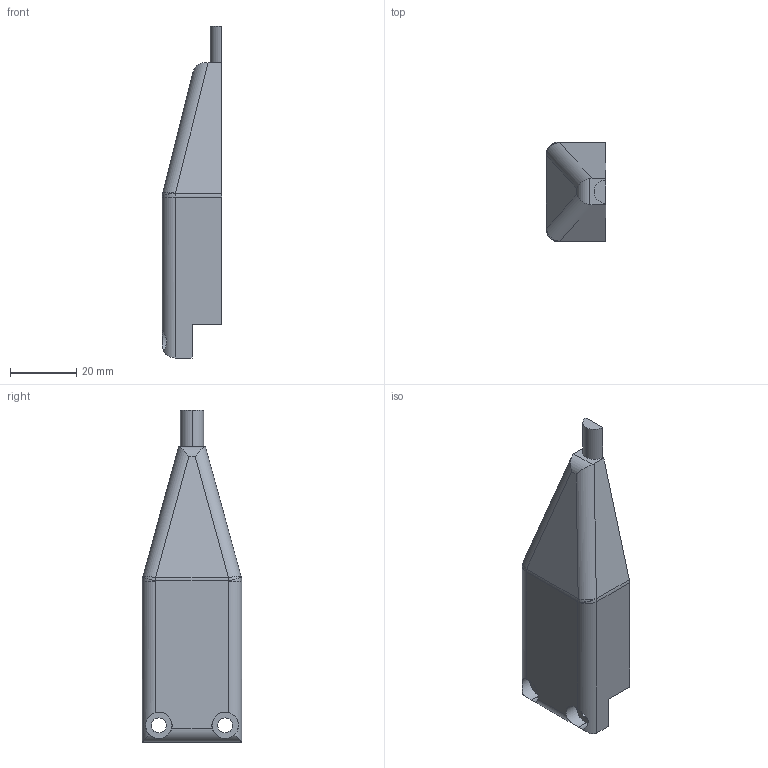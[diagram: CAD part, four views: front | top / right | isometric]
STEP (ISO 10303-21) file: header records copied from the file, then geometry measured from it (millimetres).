
FILE_DESCRIPTION (( 'STEP AP203' ), '1' );
FILE_NAME ('finger2.STEP', '2016-06-29T08:32:03', ( '' ), ( '' ), 'SwSTEP 2.0', 'SolidWorks 2015', '' );
FILE_SCHEMA (( 'CONFIG_CONTROL_DESIGN' ));
Length unit declared in the file: millimetre
Products named in the file (1): finger2
Bounding box: 18 x 30 x 100 mm (x, y, z)
Volume: 33327.4 mm3; surface area: 7840.7 mm2
Topology: 1 solids, 1 shells, 39 faces, 100 edges, 60 vertices
Faces by surface type: cylinder 21, plane 14, sphere 4
Entity records: 1332 total; most frequent: CARTESIAN_POINT 321, DIRECTION 199, ORIENTED_EDGE 194, EDGE_CURVE 97, AXIS2_PLACEMENT_3D 74, VERTEX_POINT 60, LINE 51, VECTOR 51
